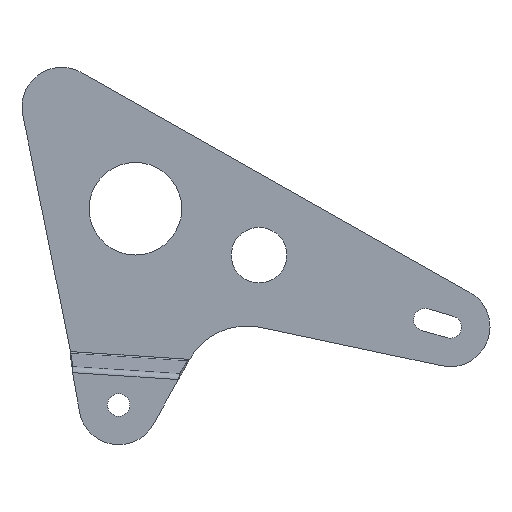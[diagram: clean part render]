
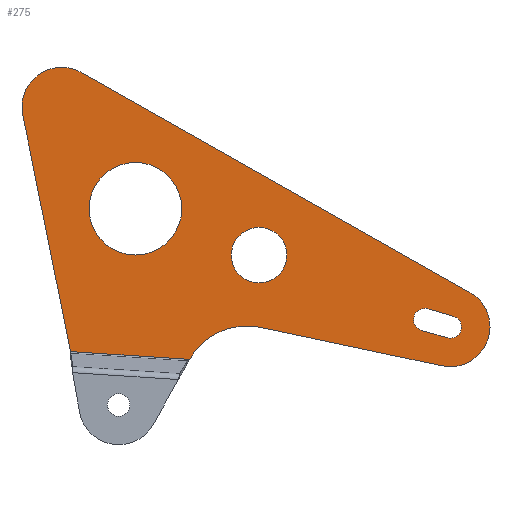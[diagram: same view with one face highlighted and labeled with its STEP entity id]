
A CAD part, left-side view. The second image highlights one B-rep face of the part: STEP entity #275.
In plain terms, the highlighted planar face has unit normal (-1, 0, 0).
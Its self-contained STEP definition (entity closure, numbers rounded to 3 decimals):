
#5 = CARTESIAN_POINT ( 'NONE',  ( 15.666, -125.247, 29.48 ) ) ;
#6 = CARTESIAN_POINT ( 'NONE',  ( 15.666, -67.371, 14.617 ) ) ;
#10 = CIRCLE ( 'NONE', #1255, 17.5 ) ;
#20 = CIRCLE ( 'NONE', #1277, 17.5 ) ;
#26 = CARTESIAN_POINT ( 'NONE',  ( 15.666, -6.316, 74.148 ) ) ;
#28 = FACE_OUTER_BOUND ( 'NONE', #232, .T. ) ;
#30 = DIRECTION ( 'NONE',  ( -1., 0., 0. ) ) ;
#38 = DIRECTION ( 'NONE',  ( -1., 0., 0. ) ) ;
#49 = DIRECTION ( 'NONE',  ( 0., -1., 0. ) ) ;
#56 = CARTESIAN_POINT ( 'NONE',  ( 15.666, -126.43, 33.558 ) ) ;
#58 = AXIS2_PLACEMENT_3D ( 'NONE', #934, #242, #465 ) ;
#70 = DIRECTION ( 'NONE',  ( 0., -1., 0. ) ) ;
#76 = ORIENTED_EDGE ( 'NONE', *, *, #261, .F. ) ;
#90 = DIRECTION ( 'NONE',  ( 1., 0., 0. ) ) ;
#98 = ORIENTED_EDGE ( 'NONE', *, *, #295, .T. ) ;
#105 = ORIENTED_EDGE ( 'NONE', *, *, #157, .T. ) ;
#108 = ORIENTED_EDGE ( 'NONE', *, *, #174, .T. ) ;
#113 = CARTESIAN_POINT ( 'NONE',  ( 15.666, 36.232, 109.586 ) ) ;
#120 = CARTESIAN_POINT ( 'NONE',  ( 15.666, -53.022, 56.606 ) ) ;
#131 = CARTESIAN_POINT ( 'NONE',  ( 15.666, -122.13, 14.808 ) ) ;
#132 = CIRCLE ( 'NONE', #803, 4.25 ) ;
#154 = DIRECTION ( 'NONE',  ( 0., -1., 0. ) ) ;
#156 = EDGE_CURVE ( 'NONE', #1154, #399, #1038, .T. ) ;
#157 = EDGE_CURVE ( 'NONE', #198, #665, #1104, .T. ) ;
#174 = EDGE_CURVE ( 'NONE', #665, #1154, #1094, .T. ) ;
#178 = CARTESIAN_POINT ( 'NONE',  ( 15.666, -126.598, 33.51 ) ) ;
#182 = EDGE_CURVE ( 'NONE', #240, #550, #1117, .T. ) ;
#184 = DIRECTION ( 'NONE',  ( 1., 0., 0. ) ) ;
#188 = EDGE_CURVE ( 'NONE', #243, #550, #1093, .T. ) ;
#197 = EDGE_CURVE ( 'NONE', #643, #226, #551, .T. ) ;
#198 = VERTEX_POINT ( 'NONE', #416 ) ;
#202 = EDGE_CURVE ( 'NONE', #226, #351, #557, .T. ) ;
#207 = EDGE_CURVE ( 'NONE', #249, #228, #548, .T. ) ;
#216 = VERTEX_POINT ( 'NONE', #761 ) ;
#222 = EDGE_CURVE ( 'NONE', #228, #351, #365, .T. ) ;
#226 = VERTEX_POINT ( 'NONE', #745 ) ;
#228 = VERTEX_POINT ( 'NONE', #362 ) ;
#232 = EDGE_LOOP ( 'NONE', ( #467, #464, #880, #574, #479, #430, #433, #482 ) ) ;
#240 = VERTEX_POINT ( 'NONE', #925 ) ;
#243 = VERTEX_POINT ( 'NONE', #640 ) ;
#242 = DIRECTION ( 'NONE',  ( -1., 0., 0. ) ) ;
#249 = VERTEX_POINT ( 'NONE', #826 ) ;
#256 = VERTEX_POINT ( 'NONE', #1060 ) ;
#261 = EDGE_CURVE ( 'NONE', #216, #942, #908, .T. ) ;
#275 = ADVANCED_FACE ( 'NONE', ( #537, #511, #802, #28 ), #409, .T. ) ;
#277 = EDGE_CURVE ( 'NONE', #240, #249, #560, .T. ) ;
#295 = EDGE_CURVE ( 'NONE', #399, #256, #132, .T. ) ;
#351 = VERTEX_POINT ( 'NONE', #957 ) ;
#362 = CARTESIAN_POINT ( 'NONE',  ( 15.666, -140.247, 29.48 ) ) ;
#363 = DIRECTION ( 'NONE',  ( 1., 0., 0. ) ) ;
#365 = CIRCLE ( 'NONE', #1174, 15. ) ;
#371 = DIRECTION ( 'NONE',  ( 0., -0.978, -0.208 ) ) ;
#382 = EDGE_CURVE ( 'NONE', #643, #243, #762, .T. ) ;
#399 = VERTEX_POINT ( 'NONE', #178 ) ;
#403 = CARTESIAN_POINT ( 'NONE',  ( 15.666, -132.635, 42.534 ) ) ;
#409 = PLANE ( 'NONE',  #1079 ) ;
#415 = ORIENTED_EDGE ( 'NONE', *, *, #156, .T. ) ;
#416 = CARTESIAN_POINT ( 'NONE',  ( 15.666, -124.064, 25.398 ) ) ;
#427 = DIRECTION ( 'NONE',  ( 0., -0.96, -0.279 ) ) ;
#430 = ORIENTED_EDGE ( 'NONE', *, *, #202, .T. ) ;
#433 = ORIENTED_EDGE ( 'NONE', *, *, #222, .F. ) ;
#438 = CARTESIAN_POINT ( 'NONE',  ( 15.666, -115.642, 32.264 ) ) ;
#451 = DIRECTION ( 'NONE',  ( 0., -1., 0. ) ) ;
#452 = EDGE_LOOP ( 'NONE', ( #1010, #999 ) ) ;
#464 = ORIENTED_EDGE ( 'NONE', *, *, #182, .T. ) ;
#465 = DIRECTION ( 'NONE',  ( 0., -1., 0. ) ) ;
#466 = EDGE_CURVE ( 'NONE', #942, #216, #611, .T. ) ;
#467 = ORIENTED_EDGE ( 'NONE', *, *, #277, .F. ) ;
#479 = ORIENTED_EDGE ( 'NONE', *, *, #197, .T. ) ;
#482 = ORIENTED_EDGE ( 'NONE', *, *, #207, .F. ) ;
#499 = CARTESIAN_POINT ( 'NONE',  ( 15.666, -53.022, 46.106 ) ) ;
#503 = AXIS2_PLACEMENT_3D ( 'NONE', #1113, #960, #855 ) ;
#505 = VECTOR ( 'NONE', #756, 1000. ) ;
#511 = FACE_BOUND ( 'NONE', #452, .T. ) ;
#521 = EDGE_CURVE ( 'NONE', #589, #930, #10, .T. ) ;
#537 = FACE_BOUND ( 'NONE', #1158, .T. ) ;
#548 = CIRCLE ( 'NONE', #1212, 15. ) ;
#550 = VERTEX_POINT ( 'NONE', #113 ) ;
#551 = CIRCLE ( 'NONE', #861, 25. ) ;
#552 = EDGE_CURVE ( 'NONE', #930, #589, #20, .T. ) ;
#557 = LINE ( 'NONE', #131, #564 ) ;
#560 = LINE ( 'NONE', #403, #505 ) ;
#562 = VECTOR ( 'NONE', #1114, 1000. ) ;
#564 = VECTOR ( 'NONE', #371, 1000. ) ;
#574 = ORIENTED_EDGE ( 'NONE', *, *, #382, .F. ) ;
#589 = VERTEX_POINT ( 'NONE', #839 ) ;
#611 = CIRCLE ( 'NONE', #58, 10.5 ) ;
#630 = CARTESIAN_POINT ( 'NONE',  ( 15.666, 42.742, 141.8 ) ) ;
#640 = CARTESIAN_POINT ( 'NONE',  ( 15.666, 18.168, 20.202 ) ) ;
#643 = VERTEX_POINT ( 'NONE', #834 ) ;
#648 = DIRECTION ( 'NONE',  ( 0., 0., -1. ) ) ;
#658 = CIRCLE ( 'NONE', #1242, 4.25 ) ;
#665 = VERTEX_POINT ( 'NONE', #946 ) ;
#672 = EDGE_CURVE ( 'NONE', #256, #198, #658, .T. ) ;
#723 = DIRECTION ( 'NONE',  ( 0., -1., 0. ) ) ;
#738 = CARTESIAN_POINT ( 'NONE',  ( 15.666, -48.492, 4.893 ) ) ;
#745 = CARTESIAN_POINT ( 'NONE',  ( 15.666, -53.687, 29.347 ) ) ;
#756 = DIRECTION ( 'NONE',  ( 0., -0.87, -0.493 ) ) ;
#761 = CARTESIAN_POINT ( 'NONE',  ( 15.666, -53.022, 67.106 ) ) ;
#762 = LINE ( 'NONE', #6, #837 ) ;
#802 = FACE_BOUND ( 'NONE', #977, .T. ) ;
#803 = AXIS2_PLACEMENT_3D ( 'NONE', #5, #363, #937 ) ;
#826 = CARTESIAN_POINT ( 'NONE',  ( 15.666, -132.635, 42.534 ) ) ;
#834 = CARTESIAN_POINT ( 'NONE',  ( 15.666, -26.77, 17.268 ) ) ;
#837 = VECTOR ( 'NONE', #1176, 1000. ) ;
#839 = CARTESIAN_POINT ( 'NONE',  ( 15.666, -6.316, 91.648 ) ) ;
#850 = CARTESIAN_POINT ( 'NONE',  ( 15.666, -124.064, 25.398 ) ) ;
#855 = DIRECTION ( 'NONE',  ( 0., -1., 0. ) ) ;
#859 = CARTESIAN_POINT ( 'NONE',  ( 15.666, -125.247, 29.48 ) ) ;
#861 = AXIS2_PLACEMENT_3D ( 'NONE', #738, #1049, #648 ) ;
#880 = ORIENTED_EDGE ( 'NONE', *, *, #188, .F. ) ;
#883 = ORIENTED_EDGE ( 'NONE', *, *, #672, .T. ) ;
#908 = CIRCLE ( 'NONE', #1125, 10.5 ) ;
#925 = CARTESIAN_POINT ( 'NONE',  ( 15.666, 14.14, 125.611 ) ) ;
#930 = VERTEX_POINT ( 'NONE', #1218 ) ;
#934 = CARTESIAN_POINT ( 'NONE',  ( 15.666, -53.022, 56.606 ) ) ;
#937 = DIRECTION ( 'NONE',  ( 0., -1., 0. ) ) ;
#942 = VERTEX_POINT ( 'NONE', #499 ) ;
#946 = CARTESIAN_POINT ( 'NONE',  ( 15.666, -114.459, 28.181 ) ) ;
#950 = DIRECTION ( 'NONE',  ( 1., 0., 0. ) ) ;
#957 = CARTESIAN_POINT ( 'NONE',  ( 15.666, -122.13, 14.808 ) ) ;
#960 = DIRECTION ( 'NONE',  ( -1., 0., 0. ) ) ;
#977 = EDGE_LOOP ( 'NONE', ( #105, #108, #415, #98, #883 ) ) ;
#999 = ORIENTED_EDGE ( 'NONE', *, *, #521, .F. ) ;
#1010 = ORIENTED_EDGE ( 'NONE', *, *, #552, .F. ) ;
#1011 = ORIENTED_EDGE ( 'NONE', *, *, #466, .F. ) ;
#1023 = AXIS2_PLACEMENT_3D ( 'NONE', #438, #1031, #1135 ) ;
#1025 = DIRECTION ( 'NONE',  ( -1., 0., 0. ) ) ;
#1031 = DIRECTION ( 'NONE',  ( 1., 0., 0. ) ) ;
#1034 = CARTESIAN_POINT ( 'NONE',  ( 15.666, -125.247, 29.48 ) ) ;
#1038 = LINE ( 'NONE', #56, #1109 ) ;
#1041 = DIRECTION ( 'NONE',  ( 0., 0.96, 0.278 ) ) ;
#1049 = DIRECTION ( 'NONE',  ( 1., 0., 0. ) ) ;
#1060 = CARTESIAN_POINT ( 'NONE',  ( 15.666, -129.497, 29.48 ) ) ;
#1071 = DIRECTION ( 'NONE',  ( 0., -1., 0. ) ) ;
#1079 = AXIS2_PLACEMENT_3D ( 'NONE', #1283, #38, #451 ) ;
#1093 = LINE ( 'NONE', #630, #562 ) ;
#1094 = CIRCLE ( 'NONE', #1023, 4.25 ) ;
#1098 = CARTESIAN_POINT ( 'NONE',  ( 15.666, -125.247, 29.48 ) ) ;
#1104 = LINE ( 'NONE', #850, #1199 ) ;
#1109 = VECTOR ( 'NONE', #427, 1000. ) ;
#1113 = CARTESIAN_POINT ( 'NONE',  ( 15.666, 21.529, 112.557 ) ) ;
#1114 = DIRECTION ( 'NONE',  ( 0., 0.198, 0.98 ) ) ;
#1117 = CIRCLE ( 'NONE', #503, 15. ) ;
#1120 = DIRECTION ( 'NONE',  ( -1., 0., 0. ) ) ;
#1125 = AXIS2_PLACEMENT_3D ( 'NONE', #120, #1120, #49 ) ;
#1135 = DIRECTION ( 'NONE',  ( 0., -1., 0. ) ) ;
#1154 = VERTEX_POINT ( 'NONE', #1209 ) ;
#1158 = EDGE_LOOP ( 'NONE', ( #1011, #76 ) ) ;
#1164 = DIRECTION ( 'NONE',  ( 0., -1., 0. ) ) ;
#1174 = AXIS2_PLACEMENT_3D ( 'NONE', #1034, #90, #1164 ) ;
#1176 = DIRECTION ( 'NONE',  ( 0., 0.998, 0.065 ) ) ;
#1199 = VECTOR ( 'NONE', #1041, 1000. ) ;
#1209 = CARTESIAN_POINT ( 'NONE',  ( 15.666, -116.826, 36.345 ) ) ;
#1212 = AXIS2_PLACEMENT_3D ( 'NONE', #1098, #950, #723 ) ;
#1218 = CARTESIAN_POINT ( 'NONE',  ( 15.666, -6.316, 56.648 ) ) ;
#1242 = AXIS2_PLACEMENT_3D ( 'NONE', #859, #184, #154 ) ;
#1255 = AXIS2_PLACEMENT_3D ( 'NONE', #26, #30, #70 ) ;
#1277 = AXIS2_PLACEMENT_3D ( 'NONE', #1279, #1025, #1071 ) ;
#1279 = CARTESIAN_POINT ( 'NONE',  ( 15.666, -6.316, 74.148 ) ) ;
#1283 = CARTESIAN_POINT ( 'NONE',  ( 15.666, -125.247, 29.48 ) ) ;
